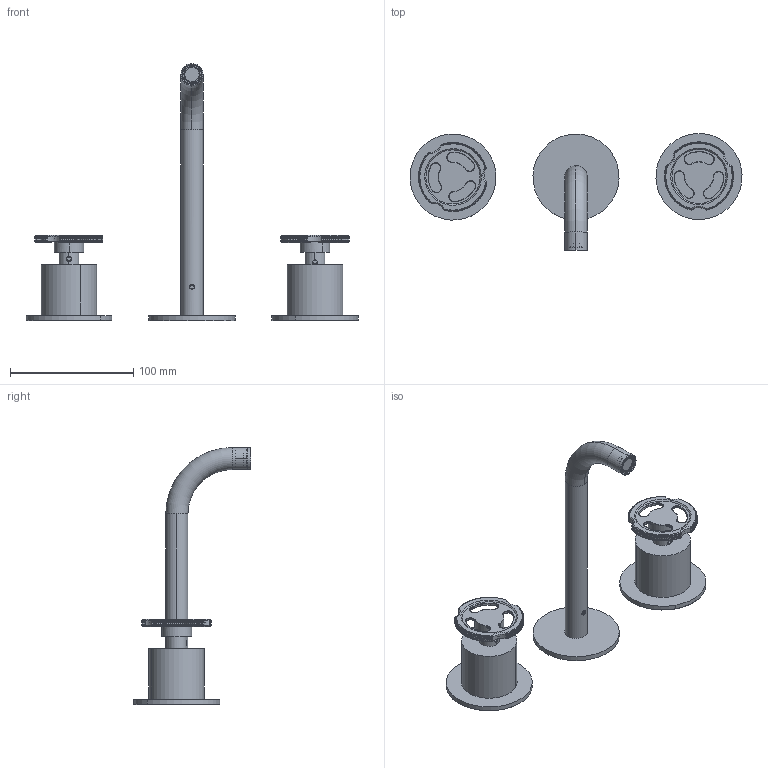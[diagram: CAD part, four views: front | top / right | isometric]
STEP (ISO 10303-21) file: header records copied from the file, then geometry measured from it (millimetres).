
FILE_DESCRIPTION (( 'STEP AP214' ), '1' );
FILE_NAME ('CRW.0003 3D.STEP', '2023-11-08T12:59:44', ( '' ), ( '' ), 'SwSTEP 2.0', 'SolidWorks 2022', '' );
FILE_SCHEMA (( 'AUTOMOTIVE_DESIGN' ));
Length unit declared in the file: millimetre
Products named in the file (10): 0671.002.00; 0671.001.00; 010208906000; CRW.0003 3D; Areador M16.5x1; 0104.001.00; 011100700600; 0438.003.00; 011100700300; 0368.004.00
Assembly tree (14 placements, depth 2):
  CRW.0003 3D
    Areador M16.5x1
    0104.001.00
    010208906000
    0671.002.00  x2
    0368.004.00  x2
    0671.001.00  x2
    011100700600  x2
    011100700300
    0438.003.00  x2
Bounding box: 269.9 x 95.42 x 209 mm (x, y, z)
Volume: 116234.6 mm3; surface area: 92772 mm2
Topology: 14 solids, 14 shells, 2948 faces, 6415 edges, 3483 vertices
Faces by surface type: cylinder 1094, sphere 712, torus 442, bspline 380, plane 202, cone 118
Entity records: 53629 total; most frequent: CARTESIAN_POINT 20610, DIRECTION 7317, ORIENTED_EDGE 6666, EDGE_CURVE 3333, AXIS2_PLACEMENT_3D 3262, CIRCLE 1903, VERTEX_POINT 1833, EDGE_LOOP 1566
